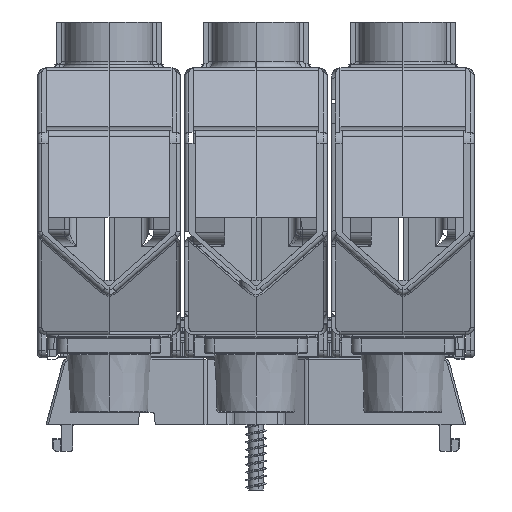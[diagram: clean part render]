
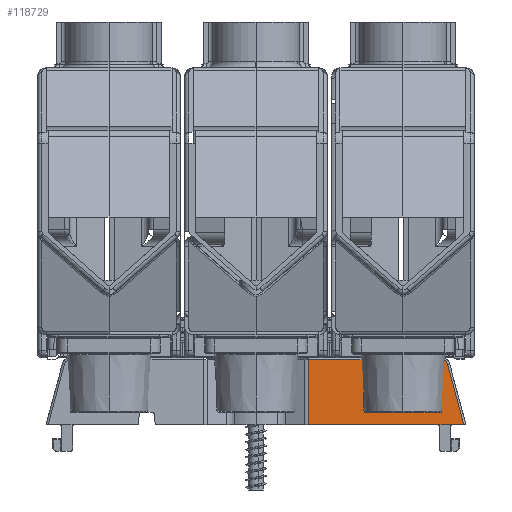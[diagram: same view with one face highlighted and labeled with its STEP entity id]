
A CAD part, front view. The second image highlights one B-rep face of the part: STEP entity #118729.
In plain terms, the highlighted planar face has unit normal (0, -1, 0.018).
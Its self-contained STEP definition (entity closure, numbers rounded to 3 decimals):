
#1536 = CARTESIAN_POINT ( 'NONE',  ( 43.305, -30., -16. ) ) ;
#1918 = VERTEX_POINT ( 'NONE', #42064 ) ;
#2720 = CARTESIAN_POINT ( 'NONE',  ( 45.449, -29.741, -1.19 ) ) ;
#3094 = CARTESIAN_POINT ( 'NONE',  ( 12.472, -30., -16. ) ) ;
#7236 = EDGE_CURVE ( 'NONE', #1918, #41288, #64717, .T. ) ;
#10434 = AXIS2_PLACEMENT_3D ( 'NONE', #87438, #30408, #97060 ) ;
#11386 = CARTESIAN_POINT ( 'NONE',  ( 46.595, -30., -15.995 ) ) ;
#11480 = DIRECTION ( 'NONE',  ( 1., 0., 0. ) ) ;
#11873 = CARTESIAN_POINT ( 'NONE',  ( 44.231, -29.729, -0.491 ) ) ;
#12269 = CARTESIAN_POINT ( 'NONE',  ( 45.583, -29.746, -1.458 ) ) ;
#13499 = LINE ( 'NONE', #78189, #35919 ) ;
#16528 = VERTEX_POINT ( 'NONE', #121116 ) ;
#17441 = ORIENTED_EDGE ( 'NONE', *, *, #34562, .F. ) ;
#20787 = CARTESIAN_POINT ( 'NONE',  ( 50., -30., -16. ) ) ;
#21489 = CARTESIAN_POINT ( 'NONE',  ( 44.337, -29.729, -0.497 ) ) ;
#21887 = CARTESIAN_POINT ( 'NONE',  ( 45.627, -29.749, -1.603 ) ) ;
#23123 = LINE ( 'NONE', #103983, #42474 ) ;
#25587 = ORIENTED_EDGE ( 'NONE', *, *, #111064, .T. ) ;
#30253 = DIRECTION ( 'NONE',  ( 0.259, -0.017, -0.966 ) ) ;
#30408 = DIRECTION ( 'NONE',  ( 0., 1., -0.017 ) ) ;
#31076 = CARTESIAN_POINT ( 'NONE',  ( 44.64, -29.731, -0.561 ) ) ;
#34562 = EDGE_CURVE ( 'NONE', #16528, #92849, #13499, .T. ) ;
#35919 = VECTOR ( 'NONE', #11480, 1000. ) ;
#36058 = FACE_OUTER_BOUND ( 'NONE', #75705, .T. ) ;
#36204 = LINE ( 'NONE', #87776, #83877 ) ;
#39437 = VECTOR ( 'NONE', #30253, 1000. ) ;
#40643 = CARTESIAN_POINT ( 'NONE',  ( 44.914, -29.733, -0.681 ) ) ;
#41288 = VERTEX_POINT ( 'NONE', #89116 ) ;
#42064 = CARTESIAN_POINT ( 'NONE',  ( 45.627, -29.749, -1.603 ) ) ;
#42474 = VECTOR ( 'NONE', #113577, 1000. ) ;
#43622 =( BOUNDED_CURVE ( )  B_SPLINE_CURVE ( 3, ( #49348, #106427, #68489, #11386 ),
 .UNSPECIFIED., .F., .F. ) 
 B_SPLINE_CURVE_WITH_KNOTS ( ( 4, 4 ),
 ( 6.097, 6.266 ),
 .UNSPECIFIED. ) 
 CURVE ( )  GEOMETRIC_REPRESENTATION_ITEM ( )  RATIONAL_B_SPLINE_CURVE ( ( 1., 0.998, 0.998, 1. ) ) 
 REPRESENTATION_ITEM ( '' )  );
#49348 = CARTESIAN_POINT ( 'NONE',  ( 46.544, -30., -16. ) ) ;
#50227 = CARTESIAN_POINT ( 'NONE',  ( 45.158, -29.736, -0.852 ) ) ;
#51392 = EDGE_CURVE ( 'NONE', #95235, #63864, #36204, .T. ) ;
#53318 = ORIENTED_EDGE ( 'NONE', *, *, #122532, .F. ) ;
#54716 = LINE ( 'NONE', #54993, #77107 ) ;
#54993 = CARTESIAN_POINT ( 'NONE',  ( 49.47, -29.999, -15.945 ) ) ;
#56020 = ORIENTED_EDGE ( 'NONE', *, *, #7236, .F. ) ;
#59253 = VERTEX_POINT ( 'NONE', #3094 ) ;
#59803 = CARTESIAN_POINT ( 'NONE',  ( 45.363, -29.739, -1.068 ) ) ;
#63591 = ORIENTED_EDGE ( 'NONE', *, *, #51392, .F. ) ;
#63864 = VERTEX_POINT ( 'NONE', #1536 ) ;
#64559 = DIRECTION ( 'NONE',  ( -1., 0., -0.017 ) ) ;
#64596 = VECTOR ( 'NONE', #97016, 1000. ) ;
#64717 = LINE ( 'NONE', #87283, #39437 ) ;
#68305 = PLANE ( 'NONE',  #10434 ) ;
#68489 = CARTESIAN_POINT ( 'NONE',  ( 46.578, -30., -15.995 ) ) ;
#68663 = EDGE_CURVE ( 'NONE', #59253, #16528, #23123, .T. ) ;
#69354 = CARTESIAN_POINT ( 'NONE',  ( 45.522, -29.744, -1.32 ) ) ;
#72938 =( BOUNDED_CURVE ( )  B_SPLINE_CURVE ( 3, ( #106519, #11873, #21489, #88095, #31076, #97728, #40643, #107327, #50227, #116900, #59803, #2720, #69354, #12269, #78989, #21887 ),
 .UNSPECIFIED., .F., .F. ) 
 B_SPLINE_CURVE_WITH_KNOTS ( ( 4, 1, 1, 1, 1, 1, 1, 1, 1, 1, 1, 1, 1, 4 ),
 ( 0., 0.081, 0.161, 0.239, 0.315, 0.391, 0.467, 0.543, 0.618, 0.694, 0.77, 0.846, 0.922, 1. ),
 .UNSPECIFIED. ) 
 CURVE ( )  GEOMETRIC_REPRESENTATION_ITEM ( )  RATIONAL_B_SPLINE_CURVE ( ( 1.17, 1.17, 1.17, 1.17, 1.17, 1.17, 1.17, 1.17, 1.17, 1.17, 1.17, 1.17, 1.17, 1.17, 1.17, 1.17 ) ) 
 REPRESENTATION_ITEM ( '' )  );
#75705 = EDGE_LOOP ( 'NONE', ( #94678, #56020, #53318, #17441, #109301, #97480, #63591, #25587 ) ) ;
#77107 = VECTOR ( 'NONE', #64559, 1000. ) ;
#77858 = CARTESIAN_POINT ( 'NONE',  ( 44.178, -29.729, -0.491 ) ) ;
#78189 = CARTESIAN_POINT ( 'NONE',  ( 44.196, -29.729, -0.491 ) ) ;
#78989 = CARTESIAN_POINT ( 'NONE',  ( 45.614, -29.748, -1.554 ) ) ;
#83877 = VECTOR ( 'NONE', #97405, 1000. ) ;
#87283 = CARTESIAN_POINT ( 'NONE',  ( 45.627, -29.749, -1.603 ) ) ;
#87438 = CARTESIAN_POINT ( 'NONE',  ( 50., -30., -16. ) ) ;
#87776 = CARTESIAN_POINT ( 'NONE',  ( 50., -30., -16. ) ) ;
#88095 = CARTESIAN_POINT ( 'NONE',  ( 44.492, -29.73, -0.522 ) ) ;
#89116 = CARTESIAN_POINT ( 'NONE',  ( 49.47, -29.999, -15.945 ) ) ;
#89925 = LINE ( 'NONE', #20787, #64596 ) ;
#92849 = VERTEX_POINT ( 'NONE', #77858 ) ;
#94678 = ORIENTED_EDGE ( 'NONE', *, *, #101600, .F. ) ;
#95235 = VERTEX_POINT ( 'NONE', #118349 ) ;
#97016 = DIRECTION ( 'NONE',  ( -1., 0., 0. ) ) ;
#97060 = DIRECTION ( 'NONE',  ( 0., 0.017, 1. ) ) ;
#97405 = DIRECTION ( 'NONE',  ( -1., 0., 0. ) ) ;
#97480 = ORIENTED_EDGE ( 'NONE', *, *, #117256, .F. ) ;
#97728 = CARTESIAN_POINT ( 'NONE',  ( 44.78, -29.731, -0.615 ) ) ;
#101600 = EDGE_CURVE ( 'NONE', #41288, #105712, #54716, .T. ) ;
#103983 = CARTESIAN_POINT ( 'NONE',  ( 12.472, -30., -16. ) ) ;
#105712 = VERTEX_POINT ( 'NONE', #113354 ) ;
#106427 = CARTESIAN_POINT ( 'NONE',  ( 46.561, -30., -15.997 ) ) ;
#106519 = CARTESIAN_POINT ( 'NONE',  ( 44.178, -29.729, -0.491 ) ) ;
#107327 = CARTESIAN_POINT ( 'NONE',  ( 45.04, -29.734, -0.761 ) ) ;
#109301 = ORIENTED_EDGE ( 'NONE', *, *, #68663, .F. ) ;
#111064 = EDGE_CURVE ( 'NONE', #95235, #105712, #43622, .T. ) ;
#113354 = CARTESIAN_POINT ( 'NONE',  ( 46.595, -30., -15.995 ) ) ;
#113577 = DIRECTION ( 'NONE',  ( 0.004, 0.017, 1. ) ) ;
#116900 = CARTESIAN_POINT ( 'NONE',  ( 45.266, -29.737, -0.955 ) ) ;
#117256 = EDGE_CURVE ( 'NONE', #63864, #59253, #89925, .T. ) ;
#118349 = CARTESIAN_POINT ( 'NONE',  ( 46.544, -30., -16. ) ) ;
#118729 = ADVANCED_FACE ( 'NONE', ( #36058 ), #68305, .F. ) ;
#121116 = CARTESIAN_POINT ( 'NONE',  ( 12.536, -29.729, -0.491 ) ) ;
#122532 = EDGE_CURVE ( 'NONE', #92849, #1918, #72938, .T. ) ;
